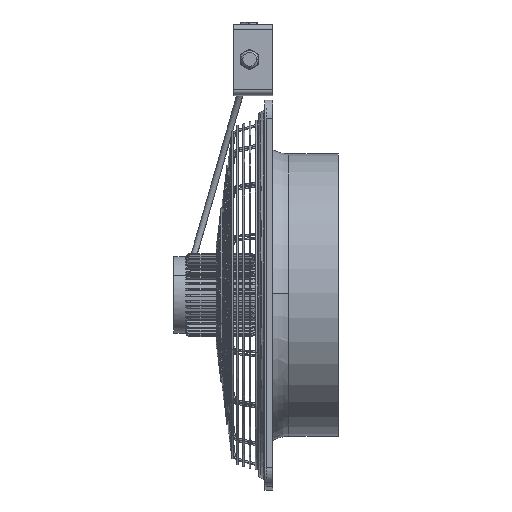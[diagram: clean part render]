
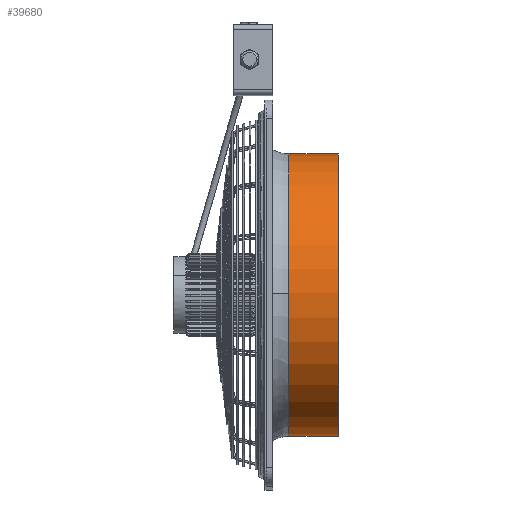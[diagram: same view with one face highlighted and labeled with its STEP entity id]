
A CAD part, top view. The second image highlights one B-rep face of the part: STEP entity #39680.
In plain terms, the highlighted cylindrical face has radius 230.5 mm (diameter 461 mm), a partial arc.
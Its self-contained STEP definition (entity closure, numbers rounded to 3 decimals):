
#24870=CARTESIAN_POINT('',(-275.534,-464.,0.));
#24880=DIRECTION('',(-1.,-0.,-0.));
#24890=DIRECTION('',(0.,1.,0.));
#24900=AXIS2_PLACEMENT_3D('',#24870,#24880,#24890);
#24910=CIRCLE('',#24900,230.5);
#24920=CARTESIAN_POINT('',(-275.534,-464.,230.5));
#24930=VERTEX_POINT('',#24920);
#24940=CARTESIAN_POINT('',(-275.534,-233.5,0.
));
#24950=VERTEX_POINT('',#24940);
#24960=EDGE_CURVE('',#24930,#24950,#24910,.T.);
#35490=CARTESIAN_POINT('',(-356.534,-464.,-230.5));
#35500=VERTEX_POINT('',#35490);
#35510=CARTESIAN_POINT('',(-356.534,-464.,230.5));
#35520=VERTEX_POINT('',#35510);
#35550=CARTESIAN_POINT('',(-356.534,-464.,0.));
#35560=DIRECTION('',(-1.,0.,0.));
#35570=DIRECTION('',(0.,0.,1.));
#35580=AXIS2_PLACEMENT_3D('',#35550,#35560,#35570);
#35590=CIRCLE('',#35580,230.5);
#35600=EDGE_CURVE('',#35520,#35500,#35590,.T.);
#39430=CARTESIAN_POINT('',(-316.034,-464.,0.));
#39440=DIRECTION('',(-1.,0.,0.));
#39450=DIRECTION('',(0.,0.,1.));
#39460=AXIS2_PLACEMENT_3D('',#39430,#39440,#39450);
#39470=CYLINDRICAL_SURFACE('',#39460,230.5);
#39480=ORIENTED_EDGE('',*,*,#24960,.T.);
#39490=CARTESIAN_POINT('',(-316.034,-464.,230.5));
#39500=DIRECTION('',(-1.,0.,0.));
#39510=VECTOR('',#39500,1000.);
#39520=LINE('',#39490,#39510);
#39530=EDGE_CURVE('',#24930,#35520,#39520,.T.);
#39540=ORIENTED_EDGE('',*,*,#39530,.F.);
#39550=ORIENTED_EDGE('',*,*,#35600,.F.);
#39560=CARTESIAN_POINT('',(-316.034,-464.,-230.5));
#39570=DIRECTION('',(-1.,0.,0.));
#39580=VECTOR('',#39570,1000.);
#39590=LINE('',#39560,#39580);
#39600=CARTESIAN_POINT('',(-275.534,-464.,-230.5));
#39610=VERTEX_POINT('',#39600);
#39620=EDGE_CURVE('',#39610,#35500,#39590,.T.);
#39630=ORIENTED_EDGE('',*,*,#39620,.T.);
#39640=EDGE_CURVE('',#24950,#39610,#24910,.T.);
#39650=ORIENTED_EDGE('',*,*,#39640,.T.);
#39660=EDGE_LOOP('',(#39650,#39630,#39550,#39540,#39480));
#39670=FACE_OUTER_BOUND('',#39660,.T.);
#39680=ADVANCED_FACE('',(#39670),#39470,.T.);
